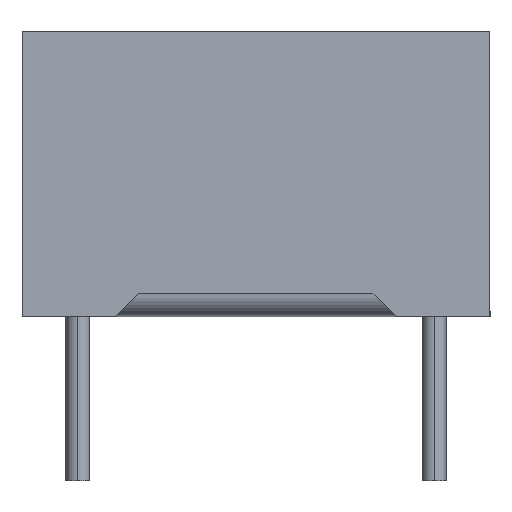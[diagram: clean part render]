
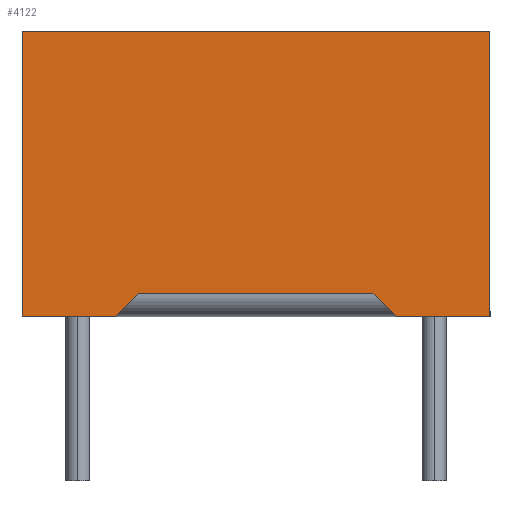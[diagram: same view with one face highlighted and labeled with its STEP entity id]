
A CAD part, left-side view. The second image highlights one B-rep face of the part: STEP entity #4122.
In plain terms, the highlighted planar face has unit normal (-1, 0, 0).
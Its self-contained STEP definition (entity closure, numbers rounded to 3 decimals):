
#74 = EDGE_CURVE ( 'NONE', #1265, #2617, #5018, .T. ) ;
#149 = VECTOR ( 'NONE', #2699, 1000. ) ;
#276 = ORIENTED_EDGE ( 'NONE', *, *, #2378, .F. ) ;
#432 = CARTESIAN_POINT ( 'NONE',  ( -7.51, 5., 6.1 ) ) ;
#536 = CARTESIAN_POINT ( 'NONE',  ( -7.51, -5., 0. ) ) ;
#915 = CARTESIAN_POINT ( 'NONE',  ( -7.51, 2.5, 0.5 ) ) ;
#1040 = VERTEX_POINT ( 'NONE', #6317 ) ;
#1052 = CARTESIAN_POINT ( 'NONE',  ( -7.51, 2.5, 0.5 ) ) ;
#1265 = VERTEX_POINT ( 'NONE', #432 ) ;
#1416 = CARTESIAN_POINT ( 'NONE',  ( -7.51, -2.5, 0.5 ) ) ;
#1616 = CARTESIAN_POINT ( 'NONE',  ( -7.51, 5., 0.5 ) ) ;
#1910 = ORIENTED_EDGE ( 'NONE', *, *, #6727, .F. ) ;
#1963 = VECTOR ( 'NONE', #4007, 1000. ) ;
#1997 = LINE ( 'NONE', #2461, #2368 ) ;
#2148 = EDGE_CURVE ( 'NONE', #3154, #5426, #5524, .T. ) ;
#2236 = VECTOR ( 'NONE', #5446, 1000. ) ;
#2316 = CARTESIAN_POINT ( 'NONE',  ( -7.51, 5., 6.1 ) ) ;
#2368 = VECTOR ( 'NONE', #3625, 1000. ) ;
#2378 = EDGE_CURVE ( 'NONE', #2850, #2617, #2740, .T. ) ;
#2461 = CARTESIAN_POINT ( 'NONE',  ( -7.51, -5., 6.1 ) ) ;
#2532 = ORIENTED_EDGE ( 'NONE', *, *, #3122, .F. ) ;
#2617 = VERTEX_POINT ( 'NONE', #3789 ) ;
#2699 = DIRECTION ( 'NONE',  ( 0., 1., 0. ) ) ;
#2740 = LINE ( 'NONE', #4952, #2236 ) ;
#2748 = VERTEX_POINT ( 'NONE', #915 ) ;
#2850 = VERTEX_POINT ( 'NONE', #6398 ) ;
#2986 = ORIENTED_EDGE ( 'NONE', *, *, #3496, .T. ) ;
#3007 = ORIENTED_EDGE ( 'NONE', *, *, #2148, .T. ) ;
#3028 = ORIENTED_EDGE ( 'NONE', *, *, #74, .T. ) ;
#3122 = EDGE_CURVE ( 'NONE', #6757, #5426, #6672, .T. ) ;
#3154 = VERTEX_POINT ( 'NONE', #1416 ) ;
#3172 = VECTOR ( 'NONE', #6128, 1000. ) ;
#3182 = DIRECTION ( 'NONE',  ( 0., -0.707, 0.707 ) ) ;
#3276 = ORIENTED_EDGE ( 'NONE', *, *, #3667, .F. ) ;
#3397 = AXIS2_PLACEMENT_3D ( 'NONE', #2316, #5833, #4451 ) ;
#3496 = EDGE_CURVE ( 'NONE', #2850, #2748, #6324, .T. ) ;
#3562 = LINE ( 'NONE', #5140, #6257 ) ;
#3625 = DIRECTION ( 'NONE',  ( 0., 0., -1. ) ) ;
#3667 = EDGE_CURVE ( 'NONE', #1040, #6757, #1997, .T. ) ;
#3787 = FACE_OUTER_BOUND ( 'NONE', #6813, .T. ) ;
#3789 = CARTESIAN_POINT ( 'NONE',  ( -7.51, 5., 0. ) ) ;
#3982 = CARTESIAN_POINT ( 'NONE',  ( -7.51, 5., 0. ) ) ;
#4007 = DIRECTION ( 'NONE',  ( 0., 0., -1. ) ) ;
#4122 = ADVANCED_FACE ( 'NONE', ( #3787 ), #4967, .F. ) ;
#4373 = DIRECTION ( 'NONE',  ( 0., -0.707, -0.707 ) ) ;
#4451 = DIRECTION ( 'NONE',  ( 0., 0., -1. ) ) ;
#4511 = CARTESIAN_POINT ( 'NONE',  ( -7.51, -3., 0. ) ) ;
#4688 = ORIENTED_EDGE ( 'NONE', *, *, #6856, .T. ) ;
#4952 = CARTESIAN_POINT ( 'NONE',  ( -7.51, 5., 0. ) ) ;
#4967 = PLANE ( 'NONE',  #3397 ) ;
#5018 = LINE ( 'NONE', #6191, #1963 ) ;
#5140 = CARTESIAN_POINT ( 'NONE',  ( -7.51, 5., 6.1 ) ) ;
#5371 = LINE ( 'NONE', #1616, #149 ) ;
#5426 = VERTEX_POINT ( 'NONE', #4511 ) ;
#5446 = DIRECTION ( 'NONE',  ( 0., 1., 0. ) ) ;
#5478 = VECTOR ( 'NONE', #3182, 1000. ) ;
#5524 = LINE ( 'NONE', #6031, #6226 ) ;
#5833 = DIRECTION ( 'NONE',  ( 1., 0., 0. ) ) ;
#6031 = CARTESIAN_POINT ( 'NONE',  ( -7.51, -3., 0. ) ) ;
#6128 = DIRECTION ( 'NONE',  ( 0., 1., 0. ) ) ;
#6178 = DIRECTION ( 'NONE',  ( 0., 1., 0. ) ) ;
#6191 = CARTESIAN_POINT ( 'NONE',  ( -7.51, 5., 3.146 ) ) ;
#6226 = VECTOR ( 'NONE', #4373, 1000. ) ;
#6257 = VECTOR ( 'NONE', #6178, 1000. ) ;
#6317 = CARTESIAN_POINT ( 'NONE',  ( -7.51, -5., 6.1 ) ) ;
#6324 = LINE ( 'NONE', #1052, #5478 ) ;
#6398 = CARTESIAN_POINT ( 'NONE',  ( -7.51, 3., 0. ) ) ;
#6672 = LINE ( 'NONE', #3982, #3172 ) ;
#6727 = EDGE_CURVE ( 'NONE', #3154, #2748, #5371, .T. ) ;
#6757 = VERTEX_POINT ( 'NONE', #536 ) ;
#6813 = EDGE_LOOP ( 'NONE', ( #2986, #1910, #3007, #2532, #3276, #4688, #3028, #276 ) ) ;
#6856 = EDGE_CURVE ( 'NONE', #1040, #1265, #3562, .T. ) ;
